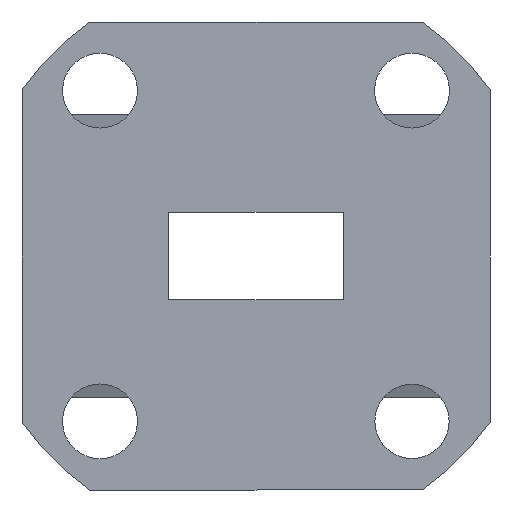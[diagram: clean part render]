
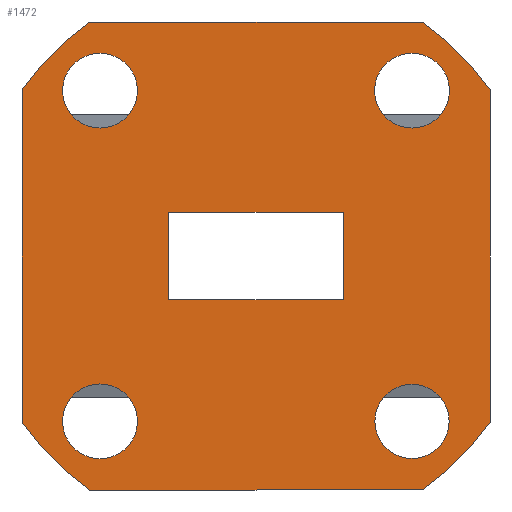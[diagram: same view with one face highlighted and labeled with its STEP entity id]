
A CAD part, front view. The second image highlights one B-rep face of the part: STEP entity #1472.
In plain terms, the highlighted planar face has unit normal (0, -1, 0).
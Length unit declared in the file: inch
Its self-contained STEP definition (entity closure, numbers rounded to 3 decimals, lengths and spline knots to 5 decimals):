
#21 = FACE_BOUND ( 'NONE', #549, .T. ) ;
#28 = EDGE_LOOP ( 'NONE', ( #1819 ) ) ;
#43 = LINE ( 'NONE', #1126, #1786 ) ;
#49 = AXIS2_PLACEMENT_3D ( 'NONE', #459, #789, #770 ) ;
#57 = AXIS2_PLACEMENT_3D ( 'NONE', #1662, #973, #1676 ) ;
#89 = DIRECTION ( 'NONE',  ( 0., 0., -1. ) ) ;
#115 = EDGE_LOOP ( 'NONE', ( #1002, #1111, #649, #1329, #1777, #898, #1272, #436 ) ) ;
#136 = AXIS2_PLACEMENT_3D ( 'NONE', #2017, #1860, #2009 ) ;
#141 = VERTEX_POINT ( 'NONE', #480 ) ;
#156 = DIRECTION ( 'NONE',  ( 0., 1., 0. ) ) ;
#179 = EDGE_CURVE ( 'NONE', #2023, #2023, #1365, .T. ) ;
#192 = DIRECTION ( 'NONE',  ( 0., 0., -1. ) ) ;
#226 = VERTEX_POINT ( 'NONE', #772 ) ;
#257 = CIRCLE ( 'NONE', #57, 0.46 ) ;
#301 = DIRECTION ( 'NONE',  ( 0., 0., 1. ) ) ;
#341 = CIRCLE ( 'NONE', #727, 0.46 ) ;
#344 = VECTOR ( 'NONE', #952, 39.37008 ) ;
#384 = CARTESIAN_POINT ( 'NONE',  ( -0.375, 0., -0.26641 ) ) ;
#406 = ORIENTED_EDGE ( 'NONE', *, *, #1781, .T. ) ;
#407 = DIRECTION ( 'NONE',  ( 1., 0., 0. ) ) ;
#436 = ORIENTED_EDGE ( 'NONE', *, *, #1918, .F. ) ;
#439 = CARTESIAN_POINT ( 'NONE',  ( -0.14, 0., -0.07 ) ) ;
#455 = EDGE_CURVE ( 'NONE', #1513, #728, #713, .T. ) ;
#459 = CARTESIAN_POINT ( 'NONE',  ( -0.25, 0., -0.265 ) ) ;
#470 = CARTESIAN_POINT ( 'NONE',  ( -0.375, 0., -0.26641 ) ) ;
#480 = CARTESIAN_POINT ( 'NONE',  ( -0.26641, 0., -0.375 ) ) ;
#492 = FACE_BOUND ( 'NONE', #28, .T. ) ;
#501 = DIRECTION ( 'NONE',  ( 0., 0., 1. ) ) ;
#508 = EDGE_LOOP ( 'NONE', ( #1621 ) ) ;
#527 = EDGE_CURVE ( 'NONE', #1022, #1022, #878, .T. ) ;
#549 = EDGE_LOOP ( 'NONE', ( #1485 ) ) ;
#556 = DIRECTION ( 'NONE',  ( 0., 0., 1. ) ) ;
#579 = VERTEX_POINT ( 'NONE', #1475 ) ;
#598 = VECTOR ( 'NONE', #1503, 39.37008 ) ;
#620 = LINE ( 'NONE', #470, #598 ) ;
#636 = CARTESIAN_POINT ( 'NONE',  ( -0.25, 0., 0.325 ) ) ;
#649 = ORIENTED_EDGE ( 'NONE', *, *, #820, .F. ) ;
#655 = CARTESIAN_POINT ( 'NONE',  ( 0., 0., 0. ) ) ;
#669 = VECTOR ( 'NONE', #1911, 39.37008 ) ;
#701 = CARTESIAN_POINT ( 'NONE',  ( 0., 0., 0. ) ) ;
#703 = AXIS2_PLACEMENT_3D ( 'NONE', #701, #708, #871 ) ;
#706 = DIRECTION ( 'NONE',  ( 0., 1., 0. ) ) ;
#708 = DIRECTION ( 'NONE',  ( 0., 1., 0. ) ) ;
#713 = LINE ( 'NONE', #439, #1231 ) ;
#727 = AXIS2_PLACEMENT_3D ( 'NONE', #1746, #706, #556 ) ;
#728 = VERTEX_POINT ( 'NONE', #1364 ) ;
#755 = AXIS2_PLACEMENT_3D ( 'NONE', #1333, #1672, #301 ) ;
#770 = DIRECTION ( 'NONE',  ( 0., 0., 1. ) ) ;
#772 = CARTESIAN_POINT ( 'NONE',  ( 0.25, 0., 0.325 ) ) ;
#779 = FACE_BOUND ( 'NONE', #508, .T. ) ;
#789 = DIRECTION ( 'NONE',  ( 0., 1., 0. ) ) ;
#802 = FACE_BOUND ( 'NONE', #1856, .T. ) ;
#814 = DIRECTION ( 'NONE',  ( -1., 0., 0. ) ) ;
#820 = EDGE_CURVE ( 'NONE', #1707, #1060, #341, .T. ) ;
#827 = CARTESIAN_POINT ( 'NONE',  ( 0.26641, 0., 0.375 ) ) ;
#861 = CARTESIAN_POINT ( 'NONE',  ( 0., 0., 0. ) ) ;
#871 = DIRECTION ( 'NONE',  ( 0., 0., 1. ) ) ;
#878 = CIRCLE ( 'NONE', #49, 0.06 ) ;
#898 = ORIENTED_EDGE ( 'NONE', *, *, #2147, .F. ) ;
#910 = FACE_OUTER_BOUND ( 'NONE', #115, .T. ) ;
#933 = VERTEX_POINT ( 'NONE', #1739 ) ;
#947 = DIRECTION ( 'NONE',  ( 0., 1., 0. ) ) ;
#952 = DIRECTION ( 'NONE',  ( 1., 0., 0. ) ) ;
#973 = DIRECTION ( 'NONE',  ( 0., 1., 0. ) ) ;
#1002 = ORIENTED_EDGE ( 'NONE', *, *, #1907, .F. ) ;
#1022 = VERTEX_POINT ( 'NONE', #2154 ) ;
#1054 = PLANE ( 'NONE',  #1648 ) ;
#1060 = VERTEX_POINT ( 'NONE', #1613 ) ;
#1111 = ORIENTED_EDGE ( 'NONE', *, *, #1326, .F. ) ;
#1113 = DIRECTION ( 'NONE',  ( 0., 0., 1. ) ) ;
#1126 = CARTESIAN_POINT ( 'NONE',  ( 0.375, 0., 0.26641 ) ) ;
#1150 = LINE ( 'NONE', #1858, #1493 ) ;
#1184 = CARTESIAN_POINT ( 'NONE',  ( -0.26641, 0., 0.375 ) ) ;
#1220 = ORIENTED_EDGE ( 'NONE', *, *, #2110, .T. ) ;
#1224 = DIRECTION ( 'NONE',  ( 0., 0., 1. ) ) ;
#1229 = DIRECTION ( 'NONE',  ( 0., 1., 0. ) ) ;
#1231 = VECTOR ( 'NONE', #1113, 39.37008 ) ;
#1236 = AXIS2_PLACEMENT_3D ( 'NONE', #655, #156, #501 ) ;
#1239 = EDGE_CURVE ( 'NONE', #226, #226, #1627, .T. ) ;
#1243 = CIRCLE ( 'NONE', #1236, 0.46 ) ;
#1272 = ORIENTED_EDGE ( 'NONE', *, *, #1814, .F. ) ;
#1275 = CARTESIAN_POINT ( 'NONE',  ( 0.25, 0., -0.2055 ) ) ;
#1276 = CARTESIAN_POINT ( 'NONE',  ( -0.14, 0., 0.07 ) ) ;
#1302 = ORIENTED_EDGE ( 'NONE', *, *, #2024, .T. ) ;
#1326 = EDGE_CURVE ( 'NONE', #1060, #141, #2051, .T. ) ;
#1329 = ORIENTED_EDGE ( 'NONE', *, *, #1701, .F. ) ;
#1333 = CARTESIAN_POINT ( 'NONE',  ( 0.25, 0., -0.265 ) ) ;
#1364 = CARTESIAN_POINT ( 'NONE',  ( -0.14, 0., 0.07 ) ) ;
#1365 = CIRCLE ( 'NONE', #755, 0.0595 ) ;
#1378 = VERTEX_POINT ( 'NONE', #827 ) ;
#1401 = CARTESIAN_POINT ( 'NONE',  ( 0.14, 0., -0.07 ) ) ;
#1421 = EDGE_CURVE ( 'NONE', #1378, #2085, #1835, .T. ) ;
#1430 = CARTESIAN_POINT ( 'NONE',  ( -0.25, 0., 0.265 ) ) ;
#1448 = LINE ( 'NONE', #1589, #2080 ) ;
#1472 = ADVANCED_FACE ( 'NONE', ( #910, #1645, #21, #492, #779, #802 ), #1054, .F. ) ;
#1475 = CARTESIAN_POINT ( 'NONE',  ( -0.375, 0., 0.26641 ) ) ;
#1485 = ORIENTED_EDGE ( 'NONE', *, *, #179, .T. ) ;
#1493 = VECTOR ( 'NONE', #192, 39.37008 ) ;
#1497 = CARTESIAN_POINT ( 'NONE',  ( 0.26641, 0., -0.375 ) ) ;
#1501 = CIRCLE ( 'NONE', #1593, 0.06 ) ;
#1503 = DIRECTION ( 'NONE',  ( 0., 0., 1. ) ) ;
#1513 = VERTEX_POINT ( 'NONE', #1699 ) ;
#1589 = CARTESIAN_POINT ( 'NONE',  ( -0.26641, 0., 0.375 ) ) ;
#1593 = AXIS2_PLACEMENT_3D ( 'NONE', #1430, #947, #1224 ) ;
#1597 = VERTEX_POINT ( 'NONE', #636 ) ;
#1599 = VERTEX_POINT ( 'NONE', #2075 ) ;
#1613 = CARTESIAN_POINT ( 'NONE',  ( 0.26641, 0., -0.375 ) ) ;
#1621 = ORIENTED_EDGE ( 'NONE', *, *, #1872, .T. ) ;
#1627 = CIRCLE ( 'NONE', #136, 0.06 ) ;
#1631 = ORIENTED_EDGE ( 'NONE', *, *, #1239, .T. ) ;
#1644 = VERTEX_POINT ( 'NONE', #384 ) ;
#1645 = FACE_BOUND ( 'NONE', #2049, .T. ) ;
#1648 = AXIS2_PLACEMENT_3D ( 'NONE', #861, #1229, #2044 ) ;
#1662 = CARTESIAN_POINT ( 'NONE',  ( 0., 0., 0. ) ) ;
#1672 = DIRECTION ( 'NONE',  ( 0., 1., 0. ) ) ;
#1675 = VECTOR ( 'NONE', #814, 39.37008 ) ;
#1676 = DIRECTION ( 'NONE',  ( 0., 0., 1. ) ) ;
#1679 = LINE ( 'NONE', #1401, #669 ) ;
#1699 = CARTESIAN_POINT ( 'NONE',  ( -0.14, 0., -0.07 ) ) ;
#1701 = EDGE_CURVE ( 'NONE', #2085, #1707, #43, .T. ) ;
#1707 = VERTEX_POINT ( 'NONE', #1778 ) ;
#1739 = CARTESIAN_POINT ( 'NONE',  ( 0.14, 0., 0.07 ) ) ;
#1746 = CARTESIAN_POINT ( 'NONE',  ( 0., 0., 0. ) ) ;
#1761 = ORIENTED_EDGE ( 'NONE', *, *, #455, .T. ) ;
#1777 = ORIENTED_EDGE ( 'NONE', *, *, #1421, .F. ) ;
#1778 = CARTESIAN_POINT ( 'NONE',  ( 0.375, 0., -0.26641 ) ) ;
#1781 = EDGE_CURVE ( 'NONE', #728, #933, #1834, .T. ) ;
#1786 = VECTOR ( 'NONE', #89, 39.37008 ) ;
#1814 = EDGE_CURVE ( 'NONE', #579, #1964, #1243, .T. ) ;
#1819 = ORIENTED_EDGE ( 'NONE', *, *, #527, .T. ) ;
#1834 = LINE ( 'NONE', #1276, #344 ) ;
#1835 = CIRCLE ( 'NONE', #703, 0.46 ) ;
#1856 = EDGE_LOOP ( 'NONE', ( #1631 ) ) ;
#1858 = CARTESIAN_POINT ( 'NONE',  ( 0.14, 0., 0.07 ) ) ;
#1860 = DIRECTION ( 'NONE',  ( 0., 1., 0. ) ) ;
#1872 = EDGE_CURVE ( 'NONE', #1597, #1597, #1501, .T. ) ;
#1907 = EDGE_CURVE ( 'NONE', #141, #1644, #257, .T. ) ;
#1911 = DIRECTION ( 'NONE',  ( -1., 0., 0. ) ) ;
#1918 = EDGE_CURVE ( 'NONE', #1644, #579, #620, .T. ) ;
#1964 = VERTEX_POINT ( 'NONE', #1184 ) ;
#2009 = DIRECTION ( 'NONE',  ( 0., 0., 1. ) ) ;
#2017 = CARTESIAN_POINT ( 'NONE',  ( 0.25, 0., 0.265 ) ) ;
#2023 = VERTEX_POINT ( 'NONE', #1275 ) ;
#2024 = EDGE_CURVE ( 'NONE', #933, #1599, #1150, .T. ) ;
#2044 = DIRECTION ( 'NONE',  ( 0., 0., 1. ) ) ;
#2049 = EDGE_LOOP ( 'NONE', ( #1302, #1220, #1761, #406 ) ) ;
#2051 = LINE ( 'NONE', #1497, #1675 ) ;
#2074 = CARTESIAN_POINT ( 'NONE',  ( 0.375, 0., 0.26641 ) ) ;
#2075 = CARTESIAN_POINT ( 'NONE',  ( 0.14, 0., -0.07 ) ) ;
#2080 = VECTOR ( 'NONE', #407, 39.37008 ) ;
#2085 = VERTEX_POINT ( 'NONE', #2074 ) ;
#2110 = EDGE_CURVE ( 'NONE', #1599, #1513, #1679, .T. ) ;
#2147 = EDGE_CURVE ( 'NONE', #1964, #1378, #1448, .T. ) ;
#2154 = CARTESIAN_POINT ( 'NONE',  ( -0.25, 0., -0.205 ) ) ;
